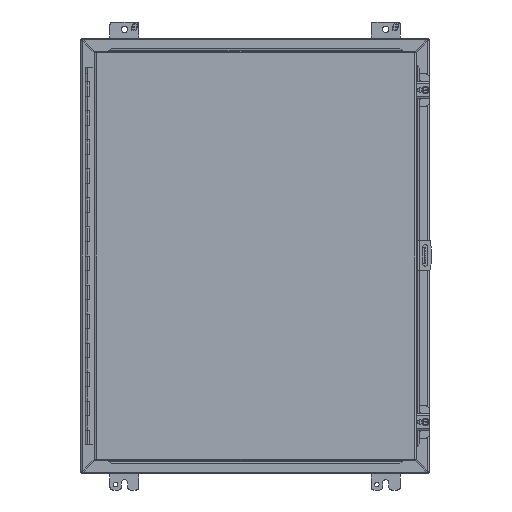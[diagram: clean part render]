
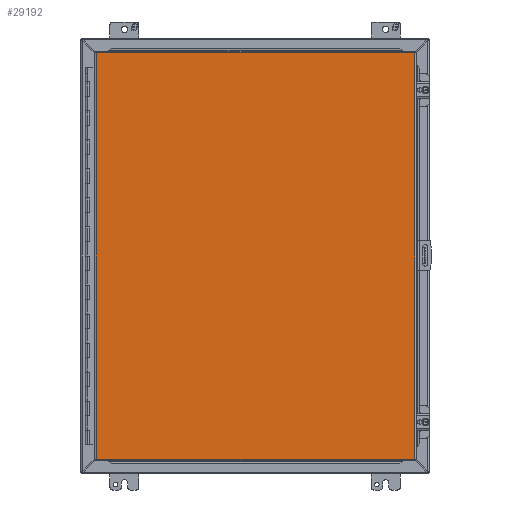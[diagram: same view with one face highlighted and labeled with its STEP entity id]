
A CAD part, front view. The second image highlights one B-rep face of the part: STEP entity #29192.
In plain terms, the highlighted planar face has unit normal (0, -1, 0).
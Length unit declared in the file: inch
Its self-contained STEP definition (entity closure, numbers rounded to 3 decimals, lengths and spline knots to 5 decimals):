
#160 = EDGE_CURVE ( 'NONE', #36894, #25834, #12313, .T. ) ;
#1958 = DIRECTION ( 'NONE',  ( 0., 0., -1. ) ) ;
#2231 = DIRECTION ( 'NONE',  ( 0., 0., -1. ) ) ;
#3974 = ORIENTED_EDGE ( 'NONE', *, *, #11872, .F. ) ;
#4422 = AXIS2_PLACEMENT_3D ( 'NONE', #7957, #16806, #2231 ) ;
#4624 = PLANE ( 'NONE',  #4422 ) ;
#5097 = LINE ( 'NONE', #7464, #19818 ) ;
#7464 = CARTESIAN_POINT ( 'NONE',  ( -10.955, -13.185, -13.9945 ) ) ;
#7957 = CARTESIAN_POINT ( 'NONE',  ( -10.955, -13.185, -13.9945 ) ) ;
#7968 = VERTEX_POINT ( 'NONE', #35525 ) ;
#9507 = EDGE_CURVE ( 'NONE', #37789, #7968, #25648, .T. ) ;
#11620 = VECTOR ( 'NONE', #37661, 39.37008 ) ;
#11872 = EDGE_CURVE ( 'NONE', #25834, #37789, #5097, .T. ) ;
#12313 = LINE ( 'NONE', #30401, #37025 ) ;
#13581 = LINE ( 'NONE', #16734, #29619 ) ;
#14223 = CARTESIAN_POINT ( 'NONE',  ( -10.955, -13.185, 13.9945 ) ) ;
#16734 = CARTESIAN_POINT ( 'NONE',  ( 11.017, -13.185, 13.9945 ) ) ;
#16806 = DIRECTION ( 'NONE',  ( 0., -1., 0. ) ) ;
#19818 = VECTOR ( 'NONE', #28492, 39.37008 ) ;
#20741 = ORIENTED_EDGE ( 'NONE', *, *, #160, .F. ) ;
#25648 = LINE ( 'NONE', #14223, #11620 ) ;
#25834 = VERTEX_POINT ( 'NONE', #36162 ) ;
#26688 = CARTESIAN_POINT ( 'NONE',  ( -10.955, -13.185, 13.9945 ) ) ;
#28492 = DIRECTION ( 'NONE',  ( 0., 0., 1. ) ) ;
#29163 = CARTESIAN_POINT ( 'NONE',  ( 11.017, -13.185, -13.9945 ) ) ;
#29192 = ADVANCED_FACE ( 'NONE', ( #29383 ), #4624, .T. ) ;
#29383 = FACE_OUTER_BOUND ( 'NONE', #31142, .T. ) ;
#29619 = VECTOR ( 'NONE', #1958, 39.37008 ) ;
#30401 = CARTESIAN_POINT ( 'NONE',  ( 11.017, -13.185, -13.9945 ) ) ;
#31142 = EDGE_LOOP ( 'NONE', ( #36516, #32404, #3974, #20741 ) ) ;
#32404 = ORIENTED_EDGE ( 'NONE', *, *, #9507, .F. ) ;
#35525 = CARTESIAN_POINT ( 'NONE',  ( 11.017, -13.185, 13.9945 ) ) ;
#36162 = CARTESIAN_POINT ( 'NONE',  ( -10.955, -13.185, -13.9945 ) ) ;
#36304 = DIRECTION ( 'NONE',  ( -1., 0., 0. ) ) ;
#36516 = ORIENTED_EDGE ( 'NONE', *, *, #37327, .F. ) ;
#36894 = VERTEX_POINT ( 'NONE', #29163 ) ;
#37025 = VECTOR ( 'NONE', #36304, 39.37008 ) ;
#37327 = EDGE_CURVE ( 'NONE', #7968, #36894, #13581, .T. ) ;
#37661 = DIRECTION ( 'NONE',  ( 1., 0., 0. ) ) ;
#37789 = VERTEX_POINT ( 'NONE', #26688 ) ;
